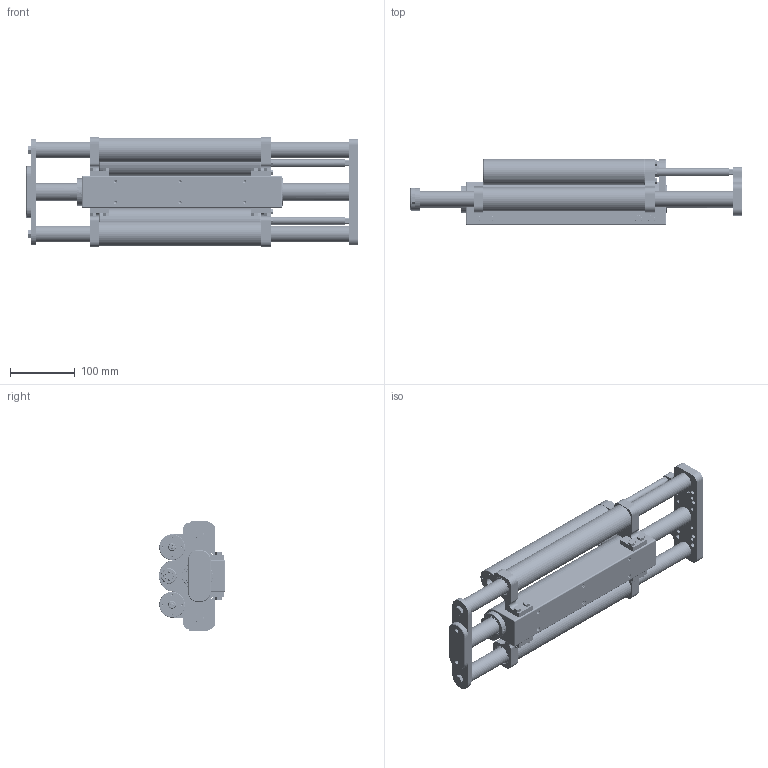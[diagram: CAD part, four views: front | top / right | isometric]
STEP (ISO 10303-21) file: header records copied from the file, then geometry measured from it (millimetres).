
FILE_DESCRIPTION (( 'STEP AP214' ), '1' );
FILE_NAME ('0186-1425_251125_SM01-48x240F-HP-C-165_MS08_SSCP.STEP', '2025-11-25T11:27:09', ( '' ), ( '' ), 'SwSTEP 2.0', 'SolidWorks 2025', '' );
FILE_SCHEMA (( 'AUTOMOTIVE_DESIGN' ));
Length unit declared in the file: millimetre
Products named in the file (31): 0180-1856_PB01-48v_SSH_PB01-48-HP-SSC; 0180-4040_Dichtung_LBBR 25x35x5; 0180-1921_SL01k-LR-38x...-SSC_SL01k-LR-38x278-SSC; 0230-0242_6kt.-schr._M8x20_INOX; 0230-0793_Gew.-Stift_I-6kt_K-k_M10x10_INOX; 0186-1425_251125_SM01-48x240F-HP-C-165_MS08_SSCP; PS01h-48x240F-HP-B01-SSCP-G01-C_für SM01-48x240F; 0180-0532_MA01-PR01-DH_MA01-PR01-DH-4.9; 0180-1927_SM01k-48-RP-SSC; 0160-3222_Linearkugellager_EXC-25-F-RB; 0230-0614_Zyl.-Schr_I-6kt_n-K_M8x20_8.8_INOX; 0230-0962_Zyl.-Schr._i-6kt_M5x16__INOX.SLDRPT; 0186-1244_PS01-48x240F-HP-B01-SSCP-G01-C_Schweissen; SL01-25x15.6x...2xM8_SL01-25x15.6x490-M8; 0180-1919_SM01k-48-RT-L; 0180-1857_PB01-48h_SSH_PB01-48-HP-SSC; 0230-0745_6kt-schr_M5x20_INOX; PL01-27-HP-SF-W01_PL01-27x500!450-HP-SF-W01; 0160-3108_SL01h-48x240-LRT; 0180-2879_SM01k-48-MA-BE03-SSC; Motor_fix^0186-1425_SM01-48x240F-HP-C-165_MS08_SSCP; 0230-0722_Zyl-Schr_I-6kt_n-K_M10x20_INOX; 0160-0757_Gew.-Stift_I-6kt_K-k_M5x5_INOX; 0180-1920_SM01k-48-RT-R; 0180-2351_SM01k-48-RT-L-40-SSC; Läufer_beweglich^0186-1425_SM01-48x240F-HP-C-165_MS08_SSCP; 0180-2352_SM01k-48-RT-R-40-SSC; 0186-0992_MS01-40x250-SSC_MS01-40x100; 0230-0744_6kt-schr_M6x18_INOX; 0180-1999_Wellendichtung_25x27x3; ML01-12_ML01-12x290!240
Assembly tree (58 placements, depth 4):
  0186-1425_251125_SM01-48x240F-HP-C-165_MS08_SSCP
    Motor_fix^0186-1425_SM01-48x240F-HP-C-165_MS08_SSCP
      0186-1244_PS01-48x240F-HP-B01-SSCP-G01-C_Schweissen
        0180-1856_PB01-48v_SSH_PB01-48-HP-SSC
        0180-1857_PB01-48h_SSH_PB01-48-HP-SSC
        PS01h-48x240F-HP-B01-SSCP-G01-C_für SM01-48x240F
      0180-1920_SM01k-48-RT-R
      0180-2352_SM01k-48-RT-R-40-SSC
      0180-2351_SM01k-48-RT-L-40-SSC
      0180-1919_SM01k-48-RT-L
      0160-3108_SL01h-48x240-LRT  x2
        0180-1921_SL01k-LR-38x...-SSC_SL01k-LR-38x278-SSC
        0160-3222_Linearkugellager_EXC-25-F-RB
        0180-4040_Dichtung_LBBR 25x35x5
      0230-0744_6kt-schr_M6x18_INOX  x8
      0186-0992_MS01-40x250-SSC_MS01-40x100  x2
      0230-0745_6kt-schr_M5x20_INOX  x8
    Läufer_beweglich^0186-1425_SM01-48x240F-HP-C-165_MS08_SSCP
      PL01-27-HP-SF-W01_PL01-27x500!450-HP-SF-W01
      SL01-25x15.6x...2xM8_SL01-25x15.6x490-M8  x2
      0180-2879_SM01k-48-MA-BE03-SSC
      0230-0614_Zyl.-Schr_I-6kt_n-K_M8x20_8.8_INOX  x2
      0230-0722_Zyl-Schr_I-6kt_n-K_M10x20_INOX
      0180-1927_SM01k-48-RP-SSC
      0230-0242_6kt.-schr._M8x20_INOX  x2
      0180-1999_Wellendichtung_25x27x3  x4
      ML01-12_ML01-12x290!240  x2
      0180-0532_MA01-PR01-DH_MA01-PR01-DH-4.9  x2
      0230-0962_Zyl.-Schr._i-6kt_M5x16__INOX.SLDRPT  x2
      0230-0793_Gew.-Stift_I-6kt_K-k_M10x10_INOX
      0160-0757_Gew.-Stift_I-6kt_K-k_M5x5_INOX  x2
Bounding box: 513.5 x 102.5 x 170 mm (x, y, z)
Volume: 2652263.7 mm3; surface area: 700677 mm2
Topology: 73 solids, 73 shells, 3441 faces, 7721 edges, 4666 vertices
Faces by surface type: plane 1223, cone 984, cylinder 945, bspline 228, torus 61
Full cylindrical faces by diameter (mm): 1 x5, 1.2 x5, 1.5 x5, 2 x4, 2.5 x8, 2.6 x4, 2.8 x5, 3 x1, 3.1 x4, 3.8 x3, 4 x4, 4.2 x16, 4.5 x6, 4.6 x1, 5 x286, 5.4 x4, 6 x16, 6.4 x4, 6.5 x16, 6.8 x13, 7 x14, 8 x68, 8.3 x4, 8.4 x2, 8.5 x3, 8.566 x1, 9 x2, 10 x28, 11 x1, 12 x2
Entity records: 57582 total; most frequent: CARTESIAN_POINT 15903, DIRECTION 7919, ORIENTED_EDGE 7250, EDGE_CURVE 3625, AXIS2_PLACEMENT_3D 3132, EDGE_LOOP 2806, VERTEX_POINT 2663, FACE_OUTER_BOUND 2220
